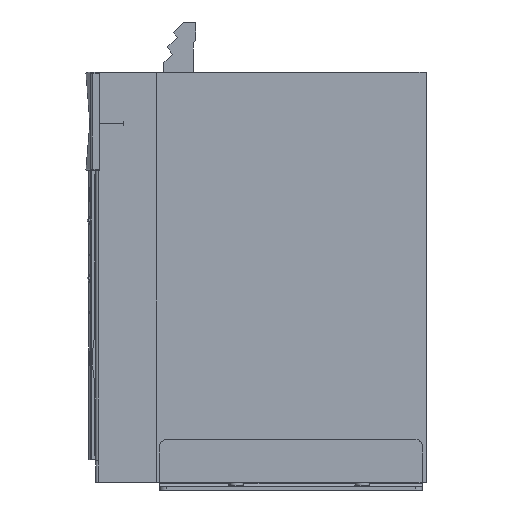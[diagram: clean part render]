
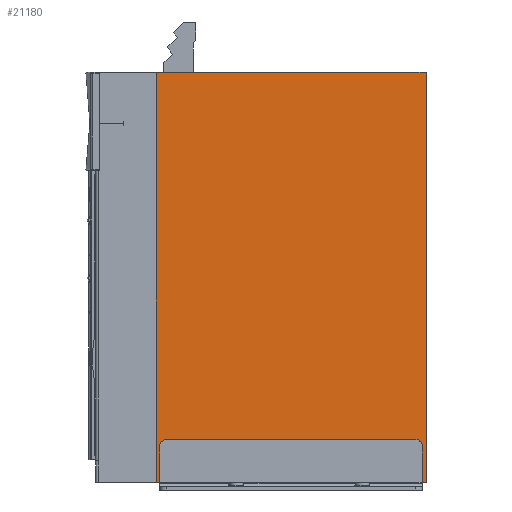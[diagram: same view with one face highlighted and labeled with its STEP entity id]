
A CAD part, left-side view. The second image highlights one B-rep face of the part: STEP entity #21180.
In plain terms, the highlighted planar face has unit normal (-1, 0, 0).
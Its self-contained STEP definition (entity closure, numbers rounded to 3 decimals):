
#21167=AXIS2_PLACEMENT_3D('Plane Axis2P3D',#21164,#21165,#21166) ;
#18208=CARTESIAN_POINT('Vertex',(-320.5,-360.,346.)) ;
#18211=CARTESIAN_POINT('Line Origine',(-320.5,-360.,183.5)) ;
#18215=CARTESIAN_POINT('Vertex',(-320.5,-360.,21.)) ;
#20591=CARTESIAN_POINT('Line Origine',(-320.5,-146.,183.5)) ;
#20595=CARTESIAN_POINT('Vertex',(-320.5,-146.,21.)) ;
#20597=CARTESIAN_POINT('Vertex',(-320.5,-146.,346.)) ;
#21140=CARTESIAN_POINT('Line Origine',(-320.5,-253.,346.)) ;
#21164=CARTESIAN_POINT('Axis2P3D Location',(-320.5,-360.,21.)) ;
#21169=CARTESIAN_POINT('Line Origine',(-320.5,-253.,21.)) ;
#18212=DIRECTION('Vector Direction',(0.,0.,1.)) ;
#20592=DIRECTION('Vector Direction',(0.,0.,-1.)) ;
#21141=DIRECTION('Vector Direction',(0.,1.,0.)) ;
#21165=DIRECTION('Axis2P3D Direction',(-1.,0.,0.)) ;
#21166=DIRECTION('Axis2P3D XDirection',(0.,0.,1.)) ;
#21170=DIRECTION('Vector Direction',(0.,1.,0.)) ;
#18213=VECTOR('Line Direction',#18212,1.) ;
#20593=VECTOR('Line Direction',#20592,1.) ;
#21142=VECTOR('Line Direction',#21141,1.) ;
#21171=VECTOR('Line Direction',#21170,1.) ;
#21175=ORIENTED_EDGE('',*,*,#21173,.F.) ;
#21176=ORIENTED_EDGE('',*,*,#18217,.T.) ;
#21177=ORIENTED_EDGE('',*,*,#21144,.T.) ;
#21178=ORIENTED_EDGE('',*,*,#20599,.F.) ;
#21180=ADVANCED_FACE('RX0153001_1PA_001_00_PARTE_N2_III.1',(#21179),#21168,.T.) ;
#18217=EDGE_CURVE('',#18216,#18209,#18214,.T.) ;
#20599=EDGE_CURVE('',#20596,#20598,#20594,.F.) ;
#21144=EDGE_CURVE('',#18209,#20598,#21143,.T.) ;
#21173=EDGE_CURVE('',#18216,#20596,#21172,.T.) ;
#21174=EDGE_LOOP('',(#21175,#21176,#21177,#21178)) ;
#21179=FACE_OUTER_BOUND('',#21174,.T.) ;
#18214=LINE('Line',#18211,#18213) ;
#20594=LINE('Line',#20591,#20593) ;
#21143=LINE('Line',#21140,#21142) ;
#21172=LINE('Line',#21169,#21171) ;
#21168=PLANE('',#21167) ;
#18209=VERTEX_POINT('',#18208) ;
#18216=VERTEX_POINT('',#18215) ;
#20596=VERTEX_POINT('',#20595) ;
#20598=VERTEX_POINT('',#20597) ;
